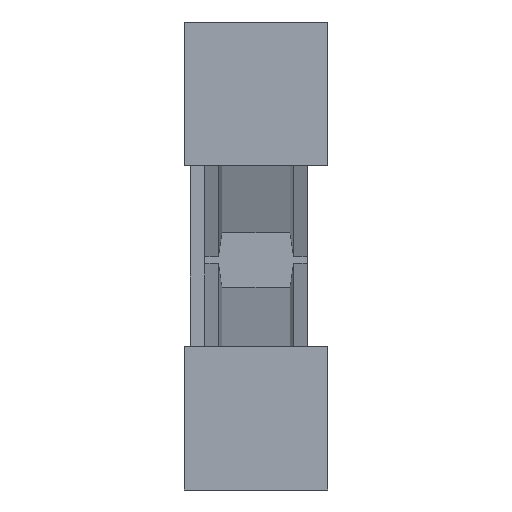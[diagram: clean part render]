
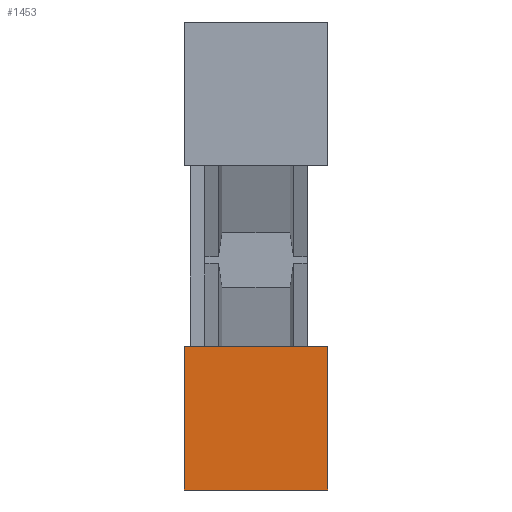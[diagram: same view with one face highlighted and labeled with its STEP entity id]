
A CAD part, top view. The second image highlights one B-rep face of the part: STEP entity #1453.
In plain terms, the highlighted planar face has unit normal (0, 0, 1).
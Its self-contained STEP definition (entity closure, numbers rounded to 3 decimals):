
#489=DIRECTION('',(0.,-1.,0.));
#490=VECTOR('',#489,10.668);
#491=CARTESIAN_POINT('',(220.726,-6.733,11.176));
#492=LINE('176',#491,#490);
#493=DIRECTION('',(1.,0.,0.));
#494=VECTOR('',#493,10.668);
#495=CARTESIAN_POINT('',(220.726,-6.733,11.176));
#496=LINE('185',#495,#494);
#497=DIRECTION('',(0.,-1.,0.));
#498=VECTOR('',#497,10.668);
#499=CARTESIAN_POINT('',(231.394,-6.733,11.176));
#500=LINE('177',#499,#498);
#501=DIRECTION('',(1.,0.,0.));
#502=VECTOR('',#501,10.668);
#503=CARTESIAN_POINT('',(220.726,-17.401,11.176));
#504=LINE('184',#503,#502);
#633=CARTESIAN_POINT('',(220.726,-6.733,11.176));
#634=CARTESIAN_POINT('',(220.726,-17.401,11.176));
#635=VERTEX_POINT('',#633);
#636=VERTEX_POINT('',#634);
#637=CARTESIAN_POINT('',(231.394,-6.733,11.176));
#638=CARTESIAN_POINT('',(231.394,-17.401,11.176));
#639=VERTEX_POINT('',#637);
#640=VERTEX_POINT('',#638);
#1439=CARTESIAN_POINT('',(226.06,0.,11.176));
#1440=DIRECTION('',(0.,0.,1.));
#1441=DIRECTION('',(0.,-1.,0.));
#1442=AXIS2_PLACEMENT_3D('',#1439,#1440,#1441);
#1443=PLANE('91',#1442);
#1444=ORIENTED_EDGE('176',*,*,#1429,.F.);
#1446=ORIENTED_EDGE('185',*,*,#1445,.T.);
#1448=ORIENTED_EDGE('177',*,*,#1447,.T.);
#1450=ORIENTED_EDGE('184',*,*,#1449,.F.);
#1451=EDGE_LOOP('91',(#1444,#1446,#1448,#1450));
#1452=FACE_OUTER_BOUND('91',#1451,.F.);
#1453=ADVANCED_FACE('91',(#1452),#1443,.T.);
#1429=EDGE_CURVE('176',#635,#636,#492,.T.);
#1445=EDGE_CURVE('185',#635,#639,#496,.T.);
#1447=EDGE_CURVE('177',#639,#640,#500,.T.);
#1449=EDGE_CURVE('184',#636,#640,#504,.T.);
